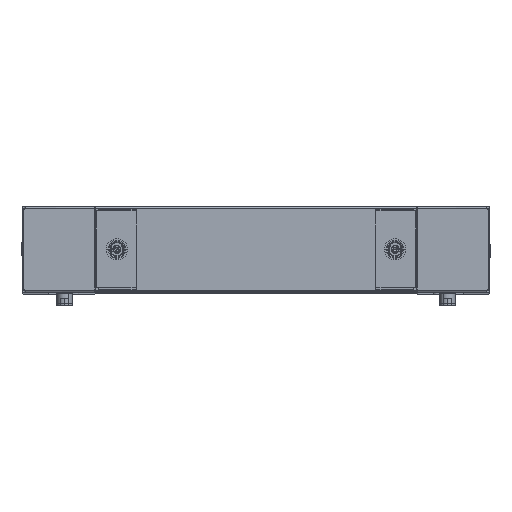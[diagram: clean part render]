
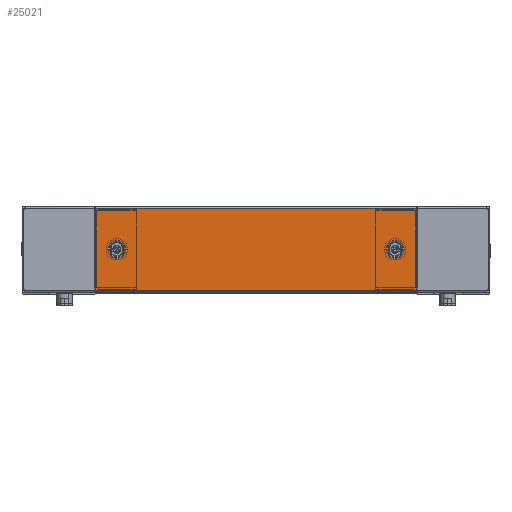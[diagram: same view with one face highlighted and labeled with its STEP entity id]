
A CAD part, top view. The second image highlights one B-rep face of the part: STEP entity #25021.
In plain terms, the highlighted face is planar.
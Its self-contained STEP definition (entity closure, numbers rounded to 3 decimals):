
#366 = FACE_BOUND ( 'NONE', #19235, .T. ) ;
#368 = FACE_OUTER_BOUND ( 'NONE', #19236, .T. ) ;
#369 = FACE_BOUND ( 'NONE', #19238, .T. ) ;
#2298 = VERTEX_POINT ( 'NONE', #8564 ) ;
#2515 = VERTEX_POINT ( 'NONE', #8651 ) ;
#2605 = VERTEX_POINT ( 'NONE', #8688 ) ;
#2779 = VERTEX_POINT ( 'NONE', #8805 ) ;
#2863 = VERTEX_POINT ( 'NONE', #8860 ) ;
#2918 = VERTEX_POINT ( 'NONE', #8899 ) ;
#3075 = VERTEX_POINT ( 'NONE', #8995 ) ;
#3094 = VERTEX_POINT ( 'NONE', #9007 ) ;
#5617 = CIRCLE ( 'NONE', #17861, 10. ) ;
#5636 = VECTOR ( 'NONE', #8138, 1000. ) ;
#5640 = VECTOR ( 'NONE', #8137, 1000. ) ;
#5645 = CIRCLE ( 'NONE', #17862, 10. ) ;
#5646 = LINE ( 'NONE', #8125, #5640 ) ;
#5647 = LINE ( 'NONE', #8136, #5636 ) ;
#5651 = VECTOR ( 'NONE', #8135, 1000. ) ;
#5653 = LINE ( 'NONE', #8134, #5651 ) ;
#5682 = VECTOR ( 'NONE', #8109, 1000. ) ;
#5690 = LINE ( 'NONE', #8108, #5682 ) ;
#5713 = CIRCLE ( 'NONE', #17748, 10. ) ;
#5809 = CIRCLE ( 'NONE', #16777, 10. ) ;
#8035 = CARTESIAN_POINT ( 'NONE',  ( 163.5, 0., 0. ) ) ;
#8037 = DIRECTION ( 'NONE',  ( 0., 0., -1. ) ) ;
#8038 = DIRECTION ( 'NONE',  ( -1., 0., 0. ) ) ;
#8069 = CARTESIAN_POINT ( 'NONE',  ( -163.5, 0., 0. ) ) ;
#8070 = DIRECTION ( 'NONE',  ( 0., 0., 1. ) ) ;
#8071 = DIRECTION ( 'NONE',  ( 1., 0., 0. ) ) ;
#8108 = CARTESIAN_POINT ( 'NONE',  ( 189., 48., 0. ) ) ;
#8109 = DIRECTION ( 'NONE',  ( 0., 1., 0. ) ) ;
#8125 = CARTESIAN_POINT ( 'NONE',  ( 189., -47.9, 0. ) ) ;
#8131 = CARTESIAN_POINT ( 'NONE',  ( -163.5, 0., 0. ) ) ;
#8132 = DIRECTION ( 'NONE',  ( 0., 0., 1. ) ) ;
#8133 = DIRECTION ( 'NONE',  ( 1., 0., 0. ) ) ;
#8134 = CARTESIAN_POINT ( 'NONE',  ( -189., 48., 0. ) ) ;
#8135 = DIRECTION ( 'NONE',  ( 0., -1., 0. ) ) ;
#8136 = CARTESIAN_POINT ( 'NONE',  ( -189., 47.9, 0. ) ) ;
#8137 = DIRECTION ( 'NONE',  ( -1., 0., 0. ) ) ;
#8138 = DIRECTION ( 'NONE',  ( 1., 0., 0. ) ) ;
#8142 = CARTESIAN_POINT ( 'NONE',  ( 163.5, 0., 0. ) ) ;
#8143 = DIRECTION ( 'NONE',  ( 0., 0., -1. ) ) ;
#8144 = DIRECTION ( 'NONE',  ( -1., 0., 0. ) ) ;
#8564 = CARTESIAN_POINT ( 'NONE',  ( -173.5, 0., 0. ) ) ;
#8651 = CARTESIAN_POINT ( 'NONE',  ( -153.5, 0., 0. ) ) ;
#8688 = CARTESIAN_POINT ( 'NONE',  ( 189., 47.9, 0. ) ) ;
#8805 = CARTESIAN_POINT ( 'NONE',  ( -189., -47.9, 0. ) ) ;
#8860 = CARTESIAN_POINT ( 'NONE',  ( 153.5, 0., 0. ) ) ;
#8899 = CARTESIAN_POINT ( 'NONE',  ( -189., 47.9, 0. ) ) ;
#8995 = CARTESIAN_POINT ( 'NONE',  ( 173.5, 0., 0. ) ) ;
#9007 = CARTESIAN_POINT ( 'NONE',  ( 189., -47.9, 0. ) ) ;
#13716 = ORIENTED_EDGE ( 'NONE', *, *, #25896, .T. ) ;
#13717 = ORIENTED_EDGE ( 'NONE', *, *, #25922, .T. ) ;
#13718 = ORIENTED_EDGE ( 'NONE', *, *, #25924, .T. ) ;
#13719 = ORIENTED_EDGE ( 'NONE', *, *, #25923, .F. ) ;
#13720 = ORIENTED_EDGE ( 'NONE', *, *, #25925, .T. ) ;
#13721 = ORIENTED_EDGE ( 'NONE', *, *, #25911, .F. ) ;
#13722 = ORIENTED_EDGE ( 'NONE', *, *, #25927, .F. ) ;
#13723 = ORIENTED_EDGE ( 'NONE', *, *, #25882, .F. ) ;
#16777 = AXIS2_PLACEMENT_3D ( 'NONE', #8035, #8037, #8038 ) ;
#17748 = AXIS2_PLACEMENT_3D ( 'NONE', #8069, #8070, #8071 ) ;
#17861 = AXIS2_PLACEMENT_3D ( 'NONE', #8142, #8143, #8144 ) ;
#17862 = AXIS2_PLACEMENT_3D ( 'NONE', #8131, #8132, #8133 ) ;
#19235 = EDGE_LOOP ( 'NONE', ( #13722, #13723 ) ) ;
#19236 = EDGE_LOOP ( 'NONE', ( #13718, #13719, #13720, #13721 ) ) ;
#19238 = EDGE_LOOP ( 'NONE', ( #13716, #13717 ) ) ;
#22482 = CARTESIAN_POINT ( 'NONE',  ( -189., -48., 0. ) ) ;
#22483 = PLANE ( 'NONE',  #24197 ) ;
#22484 = DIRECTION ( 'NONE',  ( 0., 0., 1. ) ) ;
#22485 = DIRECTION ( 'NONE',  ( 1., 0., 0. ) ) ;
#24197 = AXIS2_PLACEMENT_3D ( 'NONE', #22482, #22484, #22485 ) ;
#25021 = ADVANCED_FACE ( 'NONE', ( #369, #368, #366 ), #22483, .F. ) ;
#25882 = EDGE_CURVE ( 'NONE', #3075, #2863, #5809, .T. ) ;
#25896 = EDGE_CURVE ( 'NONE', #2515, #2298, #5713, .T. ) ;
#25911 = EDGE_CURVE ( 'NONE', #3094, #2605, #5690, .T. ) ;
#25922 = EDGE_CURVE ( 'NONE', #2298, #2515, #5645, .T. ) ;
#25923 = EDGE_CURVE ( 'NONE', #2918, #2779, #5653, .T. ) ;
#25924 = EDGE_CURVE ( 'NONE', #3094, #2779, #5646, .T. ) ;
#25925 = EDGE_CURVE ( 'NONE', #2918, #2605, #5647, .T. ) ;
#25927 = EDGE_CURVE ( 'NONE', #2863, #3075, #5617, .T. ) ;
